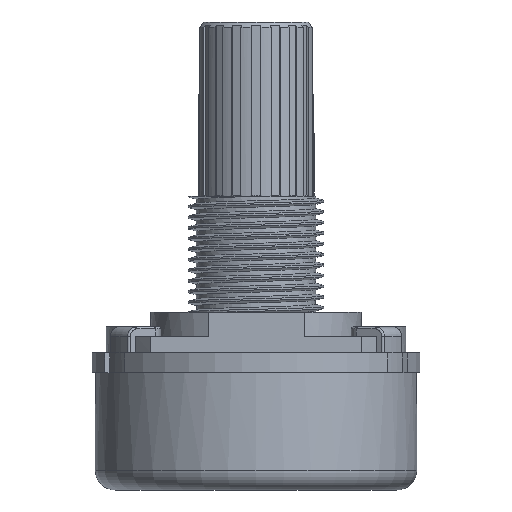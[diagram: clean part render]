
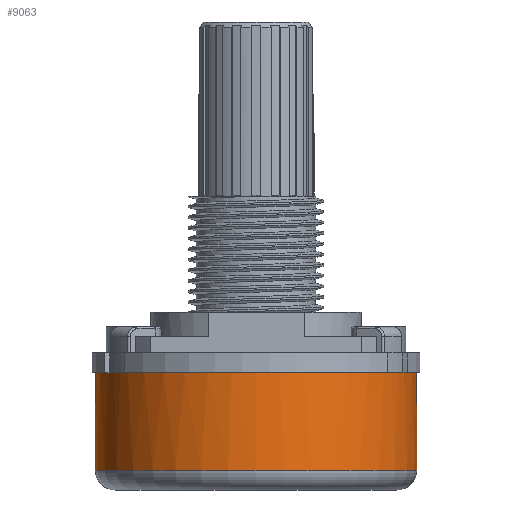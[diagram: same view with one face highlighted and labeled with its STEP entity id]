
A CAD part, left-side view. The second image highlights one B-rep face of the part: STEP entity #9063.
In plain terms, the highlighted cylindrical face has radius 8.317 mm (diameter 16.634 mm), a full revolution.
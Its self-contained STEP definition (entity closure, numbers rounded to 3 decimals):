
#782=LINE('',#16124,#1391);
#784=LINE('',#16128,#1393);
#785=LINE('',#16132,#1394);
#786=LINE('',#16133,#1395);
#787=LINE('',#16134,#1396);
#788=LINE('',#16135,#1397);
#789=LINE('',#16136,#1398);
#790=LINE('',#16137,#1399);
#791=LINE('',#16138,#1400);
#792=LINE('',#16139,#1401);
#793=LINE('',#16140,#1402);
#794=LINE('',#16141,#1403);
#1391=VECTOR('',#11081,1000.);
#1393=VECTOR('',#11083,1000.);
#1394=VECTOR('',#11088,1000.);
#1395=VECTOR('',#11089,1000.);
#1396=VECTOR('',#11090,1000.);
#1397=VECTOR('',#11091,1000.);
#1398=VECTOR('',#11092,1000.);
#1399=VECTOR('',#11093,1000.);
#1400=VECTOR('',#11094,1000.);
#1401=VECTOR('',#11095,1000.);
#1402=VECTOR('',#11096,1000.);
#1403=VECTOR('',#11097,1000.);
#2871=ORIENTED_EDGE('',*,*,#4081,.T.);
#2872=ORIENTED_EDGE('',*,*,#4255,.F.);
#2873=ORIENTED_EDGE('',*,*,#4079,.F.);
#2874=ORIENTED_EDGE('',*,*,#4257,.F.);
#2875=ORIENTED_EDGE('',*,*,#4258,.T.);
#2876=ORIENTED_EDGE('',*,*,#4259,.F.);
#2877=ORIENTED_EDGE('',*,*,#4122,.T.);
#2878=ORIENTED_EDGE('',*,*,#4260,.T.);
#2879=ORIENTED_EDGE('',*,*,#4138,.F.);
#2880=ORIENTED_EDGE('',*,*,#4261,.T.);
#2881=ORIENTED_EDGE('',*,*,#4142,.T.);
#2882=ORIENTED_EDGE('',*,*,#4262,.T.);
#2883=ORIENTED_EDGE('',*,*,#4161,.F.);
#2884=ORIENTED_EDGE('',*,*,#4263,.T.);
#2885=ORIENTED_EDGE('',*,*,#4165,.T.);
#2886=ORIENTED_EDGE('',*,*,#4264,.T.);
#2887=ORIENTED_EDGE('',*,*,#4184,.F.);
#2888=ORIENTED_EDGE('',*,*,#4265,.T.);
#2889=ORIENTED_EDGE('',*,*,#4190,.T.);
#2890=ORIENTED_EDGE('',*,*,#4266,.T.);
#2891=ORIENTED_EDGE('',*,*,#4207,.F.);
#2892=ORIENTED_EDGE('',*,*,#4267,.T.);
#2893=ORIENTED_EDGE('',*,*,#4213,.T.);
#2894=ORIENTED_EDGE('',*,*,#4268,.T.);
#2895=ORIENTED_EDGE('',*,*,#4269,.T.);
#4079=EDGE_CURVE('',#4895,#4896,#5315,.T.);
#4081=EDGE_CURVE('',#4897,#4897,#5316,.F.);
#4122=EDGE_CURVE('',#4921,#4922,#5325,.T.);
#4138=EDGE_CURVE('',#4932,#4933,#5332,.T.);
#4142=EDGE_CURVE('',#4936,#4937,#5334,.T.);
#4161=EDGE_CURVE('',#4949,#4950,#5342,.T.);
#4165=EDGE_CURVE('',#4952,#4953,#5344,.T.);
#4184=EDGE_CURVE('',#4965,#4966,#5352,.T.);
#4190=EDGE_CURVE('',#4972,#4971,#5355,.T.);
#4207=EDGE_CURVE('',#4982,#4983,#5362,.T.);
#4213=EDGE_CURVE('',#4986,#4988,#5364,.T.);
#4255=EDGE_CURVE('',#4896,#5016,#782,.F.);
#4257=EDGE_CURVE('',#5017,#4895,#784,.T.);
#4258=EDGE_CURVE('',#5017,#5018,#5375,.T.);
#4259=EDGE_CURVE('',#4921,#5018,#785,.T.);
#4260=EDGE_CURVE('',#4922,#4933,#786,.T.);
#4261=EDGE_CURVE('',#4932,#4936,#787,.F.);
#4262=EDGE_CURVE('',#4937,#4950,#788,.T.);
#4263=EDGE_CURVE('',#4949,#4952,#789,.F.);
#4264=EDGE_CURVE('',#4953,#4966,#790,.T.);
#4265=EDGE_CURVE('',#4965,#4972,#791,.F.);
#4266=EDGE_CURVE('',#4971,#4983,#792,.T.);
#4267=EDGE_CURVE('',#4982,#4986,#793,.F.);
#4268=EDGE_CURVE('',#4988,#5019,#794,.T.);
#4269=EDGE_CURVE('',#5019,#5016,#5376,.T.);
#4895=VERTEX_POINT('',#15637);
#4896=VERTEX_POINT('',#15638);
#4897=VERTEX_POINT('',#15642);
#4921=VERTEX_POINT('',#15723);
#4922=VERTEX_POINT('',#15725);
#4932=VERTEX_POINT('',#15790);
#4933=VERTEX_POINT('',#15791);
#4936=VERTEX_POINT('',#15799);
#4937=VERTEX_POINT('',#15800);
#4949=VERTEX_POINT('',#15869);
#4950=VERTEX_POINT('',#15870);
#4952=VERTEX_POINT('',#15877);
#4953=VERTEX_POINT('',#15878);
#4965=VERTEX_POINT('',#15947);
#4966=VERTEX_POINT('',#15948);
#4971=VERTEX_POINT('',#15959);
#4972=VERTEX_POINT('',#15961);
#4982=VERTEX_POINT('',#16026);
#4983=VERTEX_POINT('',#16027);
#4986=VERTEX_POINT('',#16035);
#4988=VERTEX_POINT('',#16038);
#5016=VERTEX_POINT('',#16125);
#5017=VERTEX_POINT('',#16127);
#5018=VERTEX_POINT('',#16131);
#5019=VERTEX_POINT('',#16142);
#5315=CIRCLE('',#9496,8.317);
#5316=CIRCLE('',#9498,8.317);
#5325=CIRCLE('',#9525,8.317);
#5332=CIRCLE('',#9537,8.317);
#5334=CIRCLE('',#9540,8.317);
#5342=CIRCLE('',#9553,8.317);
#5344=CIRCLE('',#9556,8.317);
#5352=CIRCLE('',#9569,8.317);
#5355=CIRCLE('',#9573,8.317);
#5362=CIRCLE('',#9585,8.317);
#5364=CIRCLE('',#9588,8.317);
#5375=CIRCLE('',#9616,8.317);
#5376=CIRCLE('',#9617,8.317);
#5714=EDGE_LOOP('',(#2871));
#5715=EDGE_LOOP('',(#2872,#2873,#2874,#2875,#2876,#2877,#2878,#2879,#2880,
#2881,#2882,#2883,#2884,#2885,#2886,#2887,#2888,#2889,#2890,#2891,#2892,
#2893,#2894,#2895));
#6103=FACE_BOUND('',#5714,.T.);
#6104=FACE_BOUND('',#5715,.T.);
#6280=CYLINDRICAL_SURFACE('',#9615,8.317);
#9063=ADVANCED_FACE('',(#6103,#6104),#6280,.T.);
#9496=AXIS2_PLACEMENT_3D('',#15636,#10739,#10740);
#9498=AXIS2_PLACEMENT_3D('',#15641,#10744,#10745);
#9525=AXIS2_PLACEMENT_3D('',#15726,#10830,#10831);
#9537=AXIS2_PLACEMENT_3D('',#15789,#10860,#10861);
#9540=AXIS2_PLACEMENT_3D('',#15798,#10868,#10869);
#9553=AXIS2_PLACEMENT_3D('',#15868,#10902,#10903);
#9556=AXIS2_PLACEMENT_3D('',#15876,#10910,#10911);
#9569=AXIS2_PLACEMENT_3D('',#15946,#10944,#10945);
#9573=AXIS2_PLACEMENT_3D('',#15960,#10955,#10956);
#9585=AXIS2_PLACEMENT_3D('',#16025,#10986,#10987);
#9588=AXIS2_PLACEMENT_3D('',#16039,#10996,#10997);
#9615=AXIS2_PLACEMENT_3D('',#16129,#11084,#11085);
#9616=AXIS2_PLACEMENT_3D('',#16130,#11086,#11087);
#9617=AXIS2_PLACEMENT_3D('',#16143,#11098,#11099);
#10739=DIRECTION('',(0.,0.,1.));
#10740=DIRECTION('',(1.,0.,0.));
#10744=DIRECTION('',(0.,0.,-1.));
#10745=DIRECTION('',(-1.,0.,0.));
#10830=DIRECTION('',(0.,0.,-1.));
#10831=DIRECTION('',(-1.,0.,0.));
#10860=DIRECTION('',(0.,0.,1.));
#10861=DIRECTION('',(1.,0.,0.));
#10868=DIRECTION('',(0.,0.,-1.));
#10869=DIRECTION('',(-1.,0.,0.));
#10902=DIRECTION('',(0.,0.,1.));
#10903=DIRECTION('',(1.,0.,0.));
#10910=DIRECTION('',(0.,0.,-1.));
#10911=DIRECTION('',(-1.,0.,0.));
#10944=DIRECTION('',(0.,0.,1.));
#10945=DIRECTION('',(1.,0.,0.));
#10955=DIRECTION('',(0.,0.,-1.));
#10956=DIRECTION('',(-1.,0.,0.));
#10986=DIRECTION('',(0.,0.,1.));
#10987=DIRECTION('',(1.,0.,0.));
#10996=DIRECTION('',(0.,0.,-1.));
#10997=DIRECTION('',(-1.,0.,0.));
#11081=DIRECTION('',(0.,0.,-1.));
#11083=DIRECTION('',(0.,0.,-1.));
#11084=DIRECTION('',(0.,0.,-1.));
#11085=DIRECTION('',(-1.,0.,0.));
#11086=DIRECTION('',(0.,0.,-1.));
#11087=DIRECTION('',(-1.,0.,0.));
#11088=DIRECTION('',(0.,0.,-1.));
#11089=DIRECTION('',(0.,0.,-1.));
#11090=DIRECTION('',(0.,0.,-1.));
#11091=DIRECTION('',(0.,0.,-1.));
#11092=DIRECTION('',(0.,0.,-1.));
#11093=DIRECTION('',(0.,0.,-1.));
#11094=DIRECTION('',(0.,0.,-1.));
#11095=DIRECTION('',(0.,0.,-1.));
#11096=DIRECTION('',(0.,0.,-1.));
#11097=DIRECTION('',(0.,0.,-1.));
#11098=DIRECTION('',(0.,0.,-1.));
#11099=DIRECTION('',(-1.,0.,0.));
#15636=CARTESIAN_POINT('',(0.,0.,-5.094));
#15637=CARTESIAN_POINT('',(6.013,-5.745,-5.094));
#15638=CARTESIAN_POINT('',(6.013,5.745,-5.094));
#15641=CARTESIAN_POINT('',(0.,0.,-8.17));
#15642=CARTESIAN_POINT('',(-8.317,0.,-8.17));
#15723=CARTESIAN_POINT('',(5.02,-6.631,-3.124));
#15725=CARTESIAN_POINT('',(5.01,-6.639,-3.124));
#15726=CARTESIAN_POINT('',(0.,0.,-3.124));
#15789=CARTESIAN_POINT('',(0.,0.,-3.127));
#15790=CARTESIAN_POINT('',(3.231,-7.664,-3.127));
#15791=CARTESIAN_POINT('',(5.01,-6.639,-3.127));
#15798=CARTESIAN_POINT('',(0.,0.,-3.124));
#15799=CARTESIAN_POINT('',(3.231,-7.664,-3.124));
#15800=CARTESIAN_POINT('',(-3.253,-7.654,-3.124));
#15868=CARTESIAN_POINT('',(0.,0.,-3.127));
#15869=CARTESIAN_POINT('',(-5.028,-6.625,-3.127));
#15870=CARTESIAN_POINT('',(-3.253,-7.654,-3.127));
#15876=CARTESIAN_POINT('',(0.,0.,-3.124));
#15877=CARTESIAN_POINT('',(-5.028,-6.625,-3.124));
#15878=CARTESIAN_POINT('',(-5.028,6.625,-3.124));
#15946=CARTESIAN_POINT('',(0.,0.,-3.127));
#15947=CARTESIAN_POINT('',(-3.253,7.654,-3.127));
#15948=CARTESIAN_POINT('',(-5.028,6.625,-3.127));
#15959=CARTESIAN_POINT('',(3.231,7.664,-3.124));
#15960=CARTESIAN_POINT('',(0.,0.,-3.124));
#15961=CARTESIAN_POINT('',(-3.253,7.654,-3.124));
#16025=CARTESIAN_POINT('',(0.,0.,-3.127));
#16026=CARTESIAN_POINT('',(5.01,6.639,-3.127));
#16027=CARTESIAN_POINT('',(3.231,7.664,-3.127));
#16035=CARTESIAN_POINT('',(5.01,6.639,-3.124));
#16038=CARTESIAN_POINT('',(5.02,6.631,-3.124));
#16039=CARTESIAN_POINT('',(0.,0.,-3.124));
#16124=CARTESIAN_POINT('',(6.013,5.745,-9.016));
#16125=CARTESIAN_POINT('',(6.013,5.745,-3.127));
#16127=CARTESIAN_POINT('',(6.013,-5.745,-3.127));
#16128=CARTESIAN_POINT('',(6.013,-5.745,-9.016));
#16129=CARTESIAN_POINT('',(0.,0.,-9.016));
#16130=CARTESIAN_POINT('',(0.,0.,-3.127));
#16131=CARTESIAN_POINT('',(5.02,-6.631,-3.127));
#16132=CARTESIAN_POINT('',(5.02,-6.631,-9.016));
#16133=CARTESIAN_POINT('',(5.01,-6.639,-9.016));
#16134=CARTESIAN_POINT('',(3.231,-7.664,-9.016));
#16135=CARTESIAN_POINT('',(-3.253,-7.654,-9.016));
#16136=CARTESIAN_POINT('',(-5.028,-6.625,-9.016));
#16137=CARTESIAN_POINT('',(-5.028,6.625,-9.016));
#16138=CARTESIAN_POINT('',(-3.253,7.654,-9.016));
#16139=CARTESIAN_POINT('',(3.231,7.664,-9.016));
#16140=CARTESIAN_POINT('',(5.01,6.639,-9.016));
#16141=CARTESIAN_POINT('',(5.02,6.631,-9.016));
#16142=CARTESIAN_POINT('',(5.02,6.631,-3.127));
#16143=CARTESIAN_POINT('',(0.,0.,-3.127));
